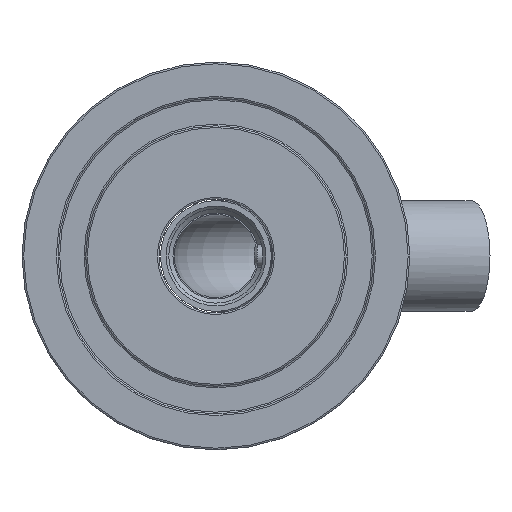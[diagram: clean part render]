
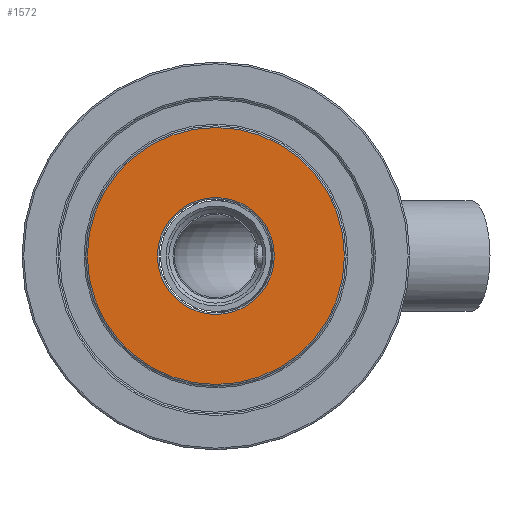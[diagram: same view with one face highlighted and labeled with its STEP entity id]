
A CAD part, left-side view. The second image highlights one B-rep face of the part: STEP entity #1572.
In plain terms, the highlighted planar face has unit normal (-1, 0, 0).
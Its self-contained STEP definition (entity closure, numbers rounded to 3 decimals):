
#239=PLANE('',#2370);
#296=ORIENTED_EDGE('',*,*,#698,.T.);
#297=ORIENTED_EDGE('',*,*,#699,.T.);
#698=EDGE_CURVE('',#899,#899,#1056,.T.);
#699=EDGE_CURVE('',#900,#900,#1057,.F.);
#899=VERTEX_POINT('',#3172);
#900=VERTEX_POINT('',#3174);
#1056=CIRCLE('',#2371,10.55);
#1057=CIRCLE('',#2372,23.2);
#1175=EDGE_LOOP('',(#296));
#1176=EDGE_LOOP('',(#297));
#1361=FACE_BOUND('',#1175,.T.);
#1362=FACE_BOUND('',#1176,.T.);
#1572=ADVANCED_FACE('',(#1361,#1362),#239,.F.);
#2370=AXIS2_PLACEMENT_3D('',#3170,#2616,#2617);
#2371=AXIS2_PLACEMENT_3D('',#3171,#2618,#2619);
#2372=AXIS2_PLACEMENT_3D('',#3173,#2620,#2621);
#2616=DIRECTION('',(1.,0.,0.));
#2617=DIRECTION('',(0.,0.,-1.));
#2618=DIRECTION('',(1.,0.,0.));
#2619=DIRECTION('',(0.,0.,-1.));
#2620=DIRECTION('',(1.,0.,0.));
#2621=DIRECTION('',(0.,0.,-1.));
#3170=CARTESIAN_POINT('',(1.5,0.,0.));
#3171=CARTESIAN_POINT('',(1.5,0.,0.));
#3172=CARTESIAN_POINT('',(1.5,0.,-10.55));
#3173=CARTESIAN_POINT('',(1.5,0.,0.));
#3174=CARTESIAN_POINT('',(1.5,0.,-23.2));
